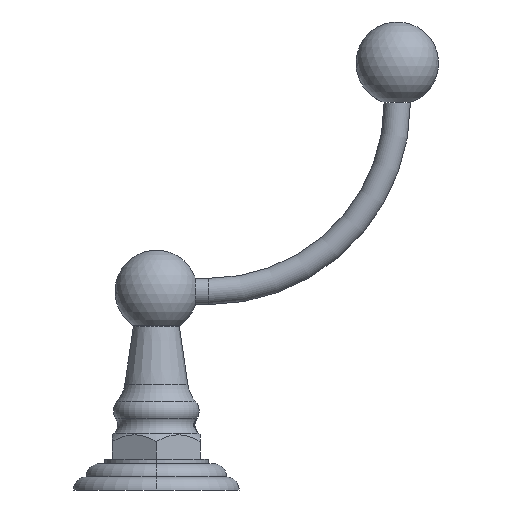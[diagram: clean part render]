
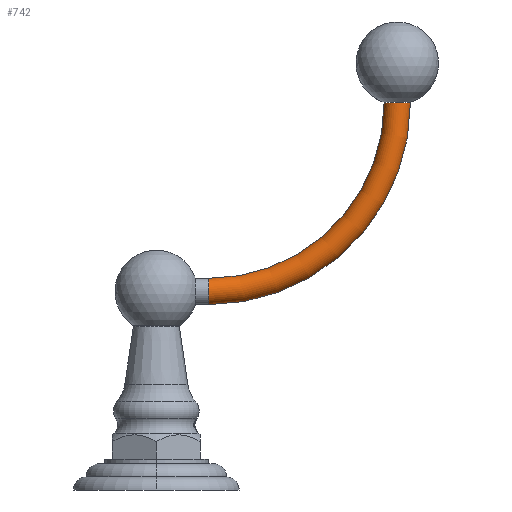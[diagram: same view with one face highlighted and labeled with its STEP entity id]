
A CAD part, left-side view. The second image highlights one B-rep face of the part: STEP entity #742.
In plain terms, the highlighted toroidal (fillet/blend) face has major radius 68.263 mm and minor radius 4.763 mm.
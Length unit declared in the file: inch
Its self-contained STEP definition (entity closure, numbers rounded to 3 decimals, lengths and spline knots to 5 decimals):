
#656=CARTESIAN_POINT('',(-9.28826,2.6875,-3.25049));
#657=DIRECTION('',(0.,-1.,0.));
#658=DIRECTION('',(0.,0.,1.));
#659=AXIS2_PLACEMENT_3D('',#656,#657,#658);
#661=CARTESIAN_POINT('',(-9.28826,2.6875,-0.56299));
#662=DIRECTION('',(-1.,0.,0.));
#663=DIRECTION('',(0.,0.,-1.));
#664=AXIS2_PLACEMENT_3D('',#661,#662,#663);
#666=CARTESIAN_POINT('',(-9.28826,0.,-0.56299));
#667=DIRECTION('',(0.,0.,1.));
#668=DIRECTION('',(0.,1.,0.));
#669=AXIS2_PLACEMENT_3D('',#666,#667,#668);
#676=CARTESIAN_POINT('',(-9.28826,2.6875,-0.56299));
#677=DIRECTION('',(-1.,0.,0.));
#678=DIRECTION('',(0.,0.,-1.));
#679=AXIS2_PLACEMENT_3D('',#676,#677,#678);
#690=CARTESIAN_POINT('',(-9.28826,2.6875,-3.43799));
#691=CARTESIAN_POINT('',(-9.28826,2.6875,-3.06299));
#692=VERTEX_POINT('',#690);
#693=VERTEX_POINT('',#691);
#694=CARTESIAN_POINT('',(-9.28826,-0.1875,-0.56299));
#695=VERTEX_POINT('',#694);
#696=CARTESIAN_POINT('',(-9.28826,0.1875,-0.56299));
#697=VERTEX_POINT('',#696);
#728=CARTESIAN_POINT('',(-9.28826,2.6875,-0.56299));
#729=DIRECTION('',(-1.,0.,0.));
#730=DIRECTION('',(0.,0.,1.));
#731=AXIS2_PLACEMENT_3D('',#728,#729,#730);
#732=TOROIDAL_SURFACE('',#731,2.6875,0.1875);
#733=ORIENTED_EDGE('',*,*,#722,.F.);
#735=ORIENTED_EDGE('',*,*,#734,.T.);
#737=ORIENTED_EDGE('',*,*,#736,.T.);
#739=ORIENTED_EDGE('',*,*,#738,.F.);
#740=EDGE_LOOP('',(#733,#735,#737,#739));
#741=FACE_OUTER_BOUND('',#740,.F.);
#742=ADVANCED_FACE('',(#741),#732,.T.);
#660=CIRCLE('',#659,0.1875);
#665=CIRCLE('',#664,2.5);
#670=CIRCLE('',#669,0.1875);
#680=CIRCLE('',#679,2.875);
#722=EDGE_CURVE('',#693,#692,#660,.T.);
#734=EDGE_CURVE('',#693,#697,#665,.T.);
#736=EDGE_CURVE('',#697,#695,#670,.T.);
#738=EDGE_CURVE('',#692,#695,#680,.T.);
